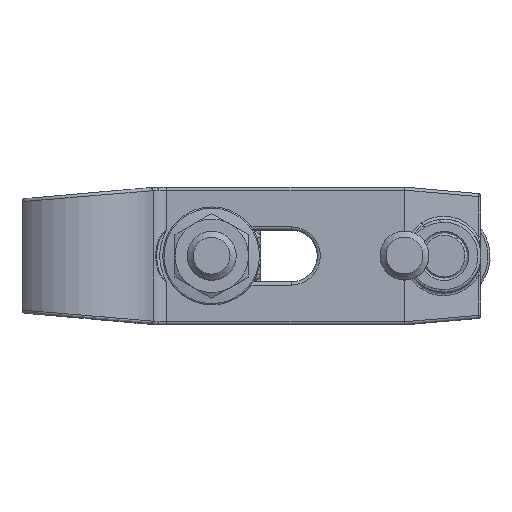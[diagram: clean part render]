
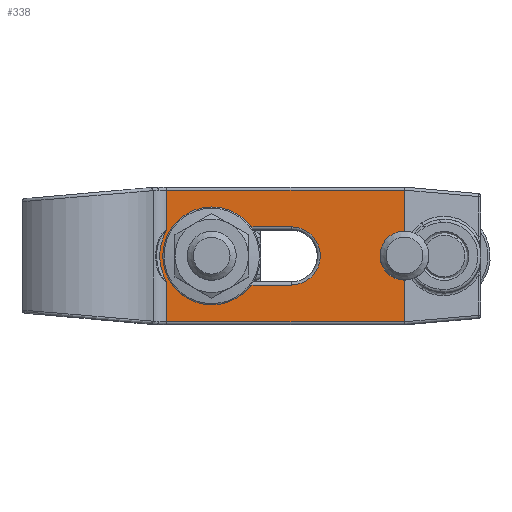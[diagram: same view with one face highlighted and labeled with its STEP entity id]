
A CAD part, top view. The second image highlights one B-rep face of the part: STEP entity #338.
In plain terms, the highlighted planar face has unit normal (0, 0, 1).
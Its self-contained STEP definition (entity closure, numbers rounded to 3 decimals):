
#338 = ADVANCED_FACE( '', ( #582, #583 ), #584, .T. );
#582 = FACE_BOUND( '', #1454, .T. );
#583 = FACE_OUTER_BOUND( '', #1455, .T. );
#584 = PLANE( '', #1456 );
#1454 = EDGE_LOOP( '', ( #2700, #2701, #2702, #2703 ) );
#1455 = EDGE_LOOP( '', ( #2704, #2705, #2706, #2707, #2708, #2709 ) );
#1456 = AXIS2_PLACEMENT_3D( '', #2710, #2711, #2712 );
#2700 = ORIENTED_EDGE( '', *, *, #3526, .T. );
#2701 = ORIENTED_EDGE( '', *, *, #3517, .T. );
#2702 = ORIENTED_EDGE( '', *, *, #3522, .T. );
#2703 = ORIENTED_EDGE( '', *, *, #3528, .T. );
#2704 = ORIENTED_EDGE( '', *, *, #3542, .T. );
#2705 = ORIENTED_EDGE( '', *, *, #3536, .T. );
#2706 = ORIENTED_EDGE( '', *, *, #3547, .T. );
#2707 = ORIENTED_EDGE( '', *, *, #3571, .T. );
#2708 = ORIENTED_EDGE( '', *, *, #3572, .T. );
#2709 = ORIENTED_EDGE( '', *, *, #3573, .T. );
#2710 = CARTESIAN_POINT( '', ( 0., -22.5, 22. ) );
#2711 = DIRECTION( '', ( 0., 0., 1. ) );
#2712 = DIRECTION( '', ( 1., 0., 0. ) );
#3517 = EDGE_CURVE( '', #3945, #3950, #3952, .F. );
#3522 = EDGE_CURVE( '', #3950, #3959, #3961, .T. );
#3526 = EDGE_CURVE( '', #3963, #3945, #3967, .T. );
#3528 = EDGE_CURVE( '', #3959, #3963, #3969, .F. );
#3536 = EDGE_CURVE( '', #3983, #3984, #3985, .T. );
#3542 = EDGE_CURVE( '', #3992, #3983, #3993, .T. );
#3547 = EDGE_CURVE( '', #3984, #3999, #4001, .T. );
#3571 = EDGE_CURVE( '', #3999, #4045, #4046, .T. );
#3572 = EDGE_CURVE( '', #4045, #4047, #4048, .T. );
#3573 = EDGE_CURVE( '', #4047, #3992, #4049, .F. );
#3945 = VERTEX_POINT( '', #5032 );
#3950 = VERTEX_POINT( '', #5037 );
#3952 = CIRCLE( '', #5039, 9.5 );
#3959 = VERTEX_POINT( '', #5047 );
#3961 = LINE( '', #5049, #5050 );
#3963 = VERTEX_POINT( '', #5053 );
#3967 = LINE( '', #5058, #5059 );
#3969 = CIRCLE( '', #5061, 9.5 );
#3983 = VERTEX_POINT( '', #5076 );
#3984 = VERTEX_POINT( '', #5077 );
#3985 = CIRCLE( '', #5078, 17. );
#3992 = VERTEX_POINT( '', #5300 );
#3993 = LINE( '', #5301, #5302 );
#3999 = VERTEX_POINT( '', #5309 );
#4001 = LINE( '', #5311, #5312 );
#4045 = VERTEX_POINT( '', #5374 );
#4046 = LINE( '', #5375, #5376 );
#4047 = VERTEX_POINT( '', #5377 );
#4048 = LINE( '', #5378, #5379 );
#4049 = LINE( '', #5380, #5381 );
#5032 = CARTESIAN_POINT( '', ( -37., 9.5, 22. ) );
#5037 = CARTESIAN_POINT( '', ( -37., -9.5, 22. ) );
#5039 = AXIS2_PLACEMENT_3D( '', #6140, #6141, #6142 );
#5047 = CARTESIAN_POINT( '', ( -63., -9.5, 22. ) );
#5049 = CARTESIAN_POINT( '', ( 0., -9.5, 22. ) );
#5050 = VECTOR( '', #6153, 1000. );
#5053 = CARTESIAN_POINT( '', ( -63., 9.5, 22. ) );
#5058 = CARTESIAN_POINT( '', ( 0., 9.5, 22. ) );
#5059 = VECTOR( '', #6159, 1000. );
#5061 = AXIS2_PLACEMENT_3D( '', #6163, #6164, #6165 );
#5076 = CARTESIAN_POINT( '', ( -77.689, 8.558, 22. ) );
#5077 = CARTESIAN_POINT( '', ( -77.689, -8.558, 22. ) );
#5078 = AXIS2_PLACEMENT_3D( '', #6185, #6186, #6187 );
#5300 = CARTESIAN_POINT( '', ( -77.689, 21.5, 22. ) );
#5301 = CARTESIAN_POINT( '', ( -77.689, -22.5, 22. ) );
#5302 = VECTOR( '', #6197, 1000. );
#5309 = CARTESIAN_POINT( '', ( -77.689, -21.5, 22. ) );
#5311 = CARTESIAN_POINT( '', ( -77.689, -22.5, 22. ) );
#5312 = VECTOR( '', #6208, 1000. );
#5374 = CARTESIAN_POINT( '', ( -0.087, -21.5, 22. ) );
#5375 = CARTESIAN_POINT( '', ( -0.087, -21.5, 22. ) );
#5376 = VECTOR( '', #6242, 1000. );
#5377 = CARTESIAN_POINT( '', ( -0.087, 21.5, 22. ) );
#5378 = CARTESIAN_POINT( '', ( -0.087, -22.5, 22. ) );
#5379 = VECTOR( '', #6243, 1000. );
#5380 = CARTESIAN_POINT( '', ( 0., 21.5, 22. ) );
#5381 = VECTOR( '', #6244, 1000. );
#6140 = CARTESIAN_POINT( '', ( -37., 0., 22. ) );
#6141 = DIRECTION( '', ( 0., 0., 1. ) );
#6142 = DIRECTION( '', ( 1., 0., 0. ) );
#6153 = DIRECTION( '', ( -1., 0., 0. ) );
#6159 = DIRECTION( '', ( 1., 0., 0. ) );
#6163 = CARTESIAN_POINT( '', ( -63., 0., 22. ) );
#6164 = DIRECTION( '', ( 0., 0., 1. ) );
#6165 = DIRECTION( '', ( 1., 0., 0. ) );
#6185 = CARTESIAN_POINT( '', ( -63., 0., 22. ) );
#6186 = DIRECTION( '', ( 0., 0., 1. ) );
#6187 = DIRECTION( '', ( 1., 0., 0. ) );
#6197 = DIRECTION( '', ( 0., -1., 0. ) );
#6208 = DIRECTION( '', ( 0., -1., 0. ) );
#6242 = DIRECTION( '', ( 1., 0., 0. ) );
#6243 = DIRECTION( '', ( 0., 1., 0. ) );
#6244 = DIRECTION( '', ( 1., 0., 0. ) );
